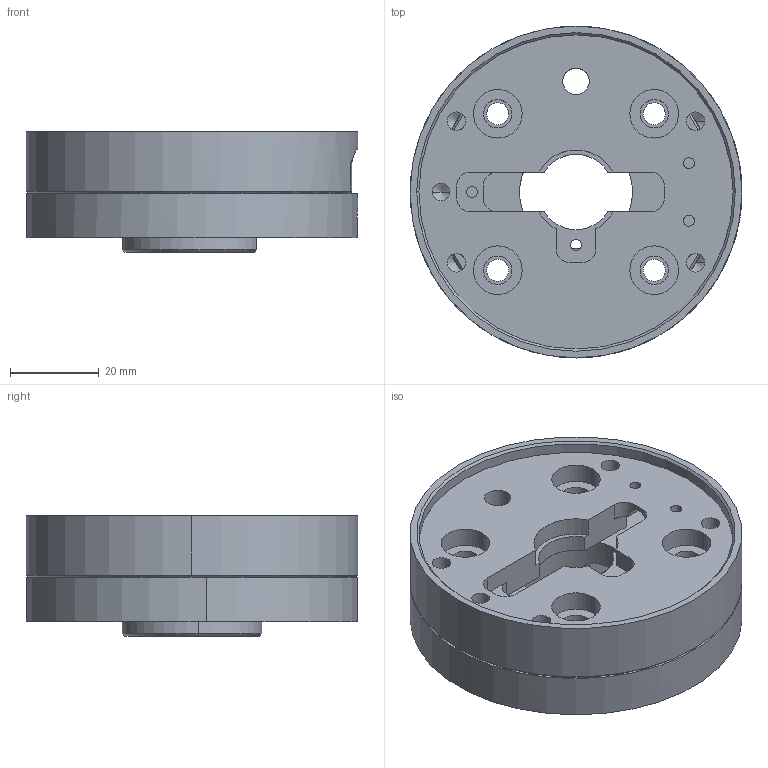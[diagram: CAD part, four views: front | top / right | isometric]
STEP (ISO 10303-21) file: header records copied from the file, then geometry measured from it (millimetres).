
FILE_DESCRIPTION (( 'STEP AP214' ), '1' );
FILE_NAME ('C062-A157.STEP', '2017-12-18T19:09:47', ( '' ), ( '' ), 'SwSTEP 2.0', 'SolidWorks 2017', '' );
FILE_SCHEMA (( 'AUTOMOTIVE_DESIGN' ));
Length unit declared in the file: millimetre
Products named in the file (3): C-157-ADAPTER_PLATE-50; AGC-CPL-062-002; C062-A157
Assembly tree (2 placements, depth 2):
  C062-A157
    AGC-CPL-062-002
    C-157-ADAPTER_PLATE-50
Bounding box: 75 x 75 x 27.2 mm (x, y, z)
Volume: 74142.8 mm3; surface area: 28623.2 mm2
Topology: 2 solids, 2 shells, 152 faces, 421 edges, 272 vertices
Faces by surface type: cylinder 94, plane 37, cone 19, bspline 2
Entity records: 6130 total; most frequent: CARTESIAN_POINT 1186, DIRECTION 921, ORIENTED_EDGE 838, EDGE_CURVE 419, AXIS2_PLACEMENT_3D 371, VERTEX_POINT 272, CIRCLE 216, EDGE_LOOP 203
